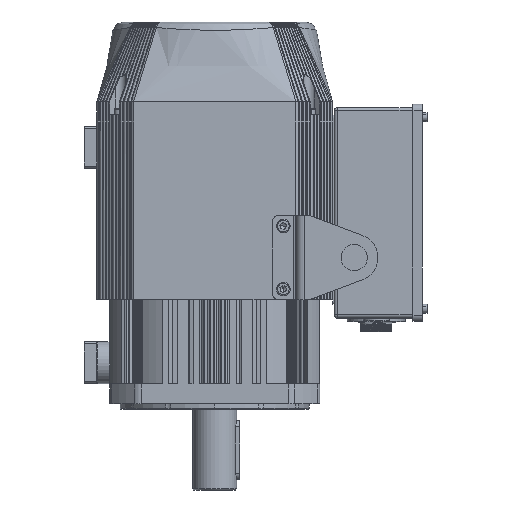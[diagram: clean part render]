
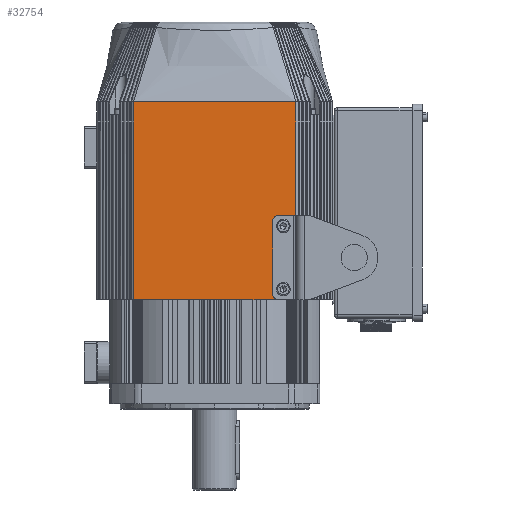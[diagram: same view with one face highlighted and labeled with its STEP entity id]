
A CAD part, left-side view. The second image highlights one B-rep face of the part: STEP entity #32754.
In plain terms, the highlighted planar face has unit normal (-1, 0, 0).
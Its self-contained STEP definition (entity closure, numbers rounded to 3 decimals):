
#1111 = CARTESIAN_POINT ( 'NONE',  ( -112., -77.149, -68. ) ) ;
#1706 = CIRCLE ( 'NONE', #101937, 5. ) ;
#1848 = DIRECTION ( 'NONE',  ( 0., 0., 1. ) ) ;
#2137 = CARTESIAN_POINT ( 'NONE',  ( -112., 77.149, 204. ) ) ;
#4782 = DIRECTION ( 'NONE',  ( 0., 0., -1. ) ) ;
#5291 = CARTESIAN_POINT ( 'NONE',  ( -112., -60.25, 16. ) ) ;
#5853 = ORIENTED_EDGE ( 'NONE', *, *, #9820, .T. ) ;
#8014 = EDGE_CURVE ( 'NONE', #86923, #80558, #113489, .T. ) ;
#9820 = EDGE_CURVE ( 'NONE', #130719, #135989, #68269, .T. ) ;
#11722 = CARTESIAN_POINT ( 'NONE',  ( -112., 112., 204. ) ) ;
#12166 = VERTEX_POINT ( 'NONE', #37196 ) ;
#12714 = VECTOR ( 'NONE', #91274, 1000. ) ;
#14445 = CARTESIAN_POINT ( 'NONE',  ( -112., -75.25, 16. ) ) ;
#14616 = LINE ( 'NONE', #11722, #12714 ) ;
#14620 = VECTOR ( 'NONE', #88844, 1000. ) ;
#17785 = CARTESIAN_POINT ( 'NONE',  ( -112., -55.25, 21. ) ) ;
#17863 = DIRECTION ( 'NONE',  ( 0., 1., 0. ) ) ;
#20529 = AXIS2_PLACEMENT_3D ( 'NONE', #94319, #62162, #138761 ) ;
#22993 = EDGE_CURVE ( 'NONE', #125518, #46665, #1706, .T. ) ;
#23146 = ORIENTED_EDGE ( 'NONE', *, *, #125838, .T. ) ;
#24670 = DIRECTION ( 'NONE',  ( 0., 0., -1. ) ) ;
#25126 = CARTESIAN_POINT ( 'NONE',  ( -112., 77.149, 16. ) ) ;
#25346 = AXIS2_PLACEMENT_3D ( 'NONE', #126915, #45955, #37197 ) ;
#26652 = DIRECTION ( 'NONE',  ( -1., 0., 0. ) ) ;
#30257 = LINE ( 'NONE', #138298, #56032 ) ;
#30574 = LINE ( 'NONE', #75118, #113326 ) ;
#32754 = ADVANCED_FACE ( 'NONE', ( #81978 ), #73854, .F. ) ;
#33840 = EDGE_CURVE ( 'NONE', #80558, #12166, #69657, .T. ) ;
#34331 = EDGE_LOOP ( 'NONE', ( #131990, #140537, #55541, #5853, #23146, #130755, #132012, #35888, #110020, #123293 ) ) ;
#35888 = ORIENTED_EDGE ( 'NONE', *, *, #22993, .F. ) ;
#37196 = CARTESIAN_POINT ( 'NONE',  ( -112., -55.25, 91. ) ) ;
#37197 = DIRECTION ( 'NONE',  ( 0., 0., -1. ) ) ;
#43051 = VECTOR ( 'NONE', #138481, 1000. ) ;
#43235 = CARTESIAN_POINT ( 'NONE',  ( -112., -77.149, 204. ) ) ;
#45955 = DIRECTION ( 'NONE',  ( -1., 0., 0. ) ) ;
#46665 = VERTEX_POINT ( 'NONE', #5291 ) ;
#47834 = CARTESIAN_POINT ( 'NONE',  ( -112., -60.25, 21. ) ) ;
#55257 = CARTESIAN_POINT ( 'NONE',  ( -112., -69.2, 16. ) ) ;
#55541 = ORIENTED_EDGE ( 'NONE', *, *, #89766, .F. ) ;
#56032 = VECTOR ( 'NONE', #17863, 1000. ) ;
#62162 = DIRECTION ( 'NONE',  ( 1., 0., 0. ) ) ;
#68269 = LINE ( 'NONE', #1111, #82844 ) ;
#69657 = CIRCLE ( 'NONE', #25346, 5. ) ;
#72852 = CARTESIAN_POINT ( 'NONE',  ( -112., 77.149, -68. ) ) ;
#73684 = CARTESIAN_POINT ( 'NONE',  ( -112., -77.149, 16. ) ) ;
#73854 = PLANE ( 'NONE',  #20529 ) ;
#75118 = CARTESIAN_POINT ( 'NONE',  ( -112., -55.25, 91. ) ) ;
#75819 = DIRECTION ( 'NONE',  ( 0., 0., -1. ) ) ;
#80558 = VERTEX_POINT ( 'NONE', #111280 ) ;
#81978 = FACE_OUTER_BOUND ( 'NONE', #34331, .T. ) ;
#82844 = VECTOR ( 'NONE', #1848, 1000. ) ;
#85563 = VECTOR ( 'NONE', #134636, 1000. ) ;
#86923 = VERTEX_POINT ( 'NONE', #127365 ) ;
#88844 = DIRECTION ( 'NONE',  ( 0., 1., 0. ) ) ;
#89766 = EDGE_CURVE ( 'NONE', #130719, #100083, #134763, .T. ) ;
#91274 = DIRECTION ( 'NONE',  ( 0., 1., 0. ) ) ;
#94319 = CARTESIAN_POINT ( 'NONE',  ( -112., 77.149, -68. ) ) ;
#95310 = VERTEX_POINT ( 'NONE', #2137 ) ;
#96876 = EDGE_CURVE ( 'NONE', #12166, #125518, #30574, .T. ) ;
#100083 = VERTEX_POINT ( 'NONE', #14445 ) ;
#100637 = CARTESIAN_POINT ( 'NONE',  ( -112., -75.25, 21. ) ) ;
#101346 = LINE ( 'NONE', #100637, #133676 ) ;
#101937 = AXIS2_PLACEMENT_3D ( 'NONE', #47834, #26652, #4782 ) ;
#102288 = LINE ( 'NONE', #72852, #43051 ) ;
#102338 = EDGE_CURVE ( 'NONE', #46665, #124104, #30257, .T. ) ;
#108869 = EDGE_CURVE ( 'NONE', #86923, #100083, #101346, .T. ) ;
#110020 = ORIENTED_EDGE ( 'NONE', *, *, #96876, .F. ) ;
#110113 = EDGE_CURVE ( 'NONE', #124104, #95310, #102288, .T. ) ;
#111280 = CARTESIAN_POINT ( 'NONE',  ( -112., -60.25, 96. ) ) ;
#113326 = VECTOR ( 'NONE', #75819, 1000. ) ;
#113489 = LINE ( 'NONE', #133191, #85563 ) ;
#123293 = ORIENTED_EDGE ( 'NONE', *, *, #33840, .F. ) ;
#124104 = VERTEX_POINT ( 'NONE', #25126 ) ;
#125518 = VERTEX_POINT ( 'NONE', #17785 ) ;
#125838 = EDGE_CURVE ( 'NONE', #135989, #95310, #14616, .T. ) ;
#126915 = CARTESIAN_POINT ( 'NONE',  ( -112., -60.25, 91. ) ) ;
#127365 = CARTESIAN_POINT ( 'NONE',  ( -112., -75.25, 96. ) ) ;
#130719 = VERTEX_POINT ( 'NONE', #73684 ) ;
#130755 = ORIENTED_EDGE ( 'NONE', *, *, #110113, .F. ) ;
#131990 = ORIENTED_EDGE ( 'NONE', *, *, #8014, .F. ) ;
#132012 = ORIENTED_EDGE ( 'NONE', *, *, #102338, .F. ) ;
#133191 = CARTESIAN_POINT ( 'NONE',  ( -112., -74.516, 96. ) ) ;
#133676 = VECTOR ( 'NONE', #24670, 1000. ) ;
#134636 = DIRECTION ( 'NONE',  ( 0., 1., 0. ) ) ;
#134763 = LINE ( 'NONE', #55257, #14620 ) ;
#135989 = VERTEX_POINT ( 'NONE', #43235 ) ;
#138298 = CARTESIAN_POINT ( 'NONE',  ( -112., -69.2, 16. ) ) ;
#138481 = DIRECTION ( 'NONE',  ( 0., 0., 1. ) ) ;
#138761 = DIRECTION ( 'NONE',  ( 0., 0., 1. ) ) ;
#140537 = ORIENTED_EDGE ( 'NONE', *, *, #108869, .T. ) ;
